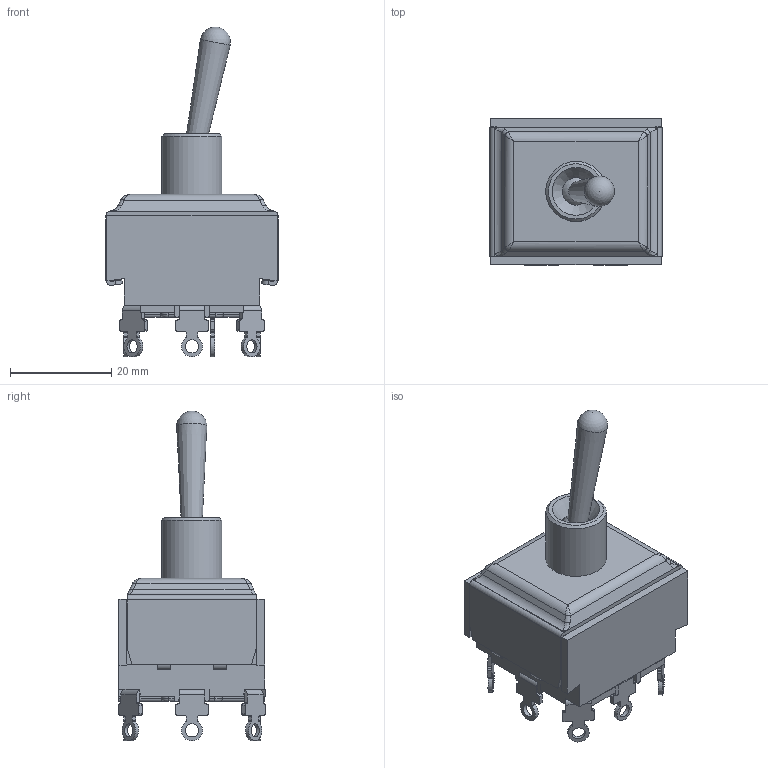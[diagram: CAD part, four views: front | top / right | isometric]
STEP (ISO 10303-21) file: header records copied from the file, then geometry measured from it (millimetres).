
FILE_DESCRIPTION(/* description */ (''),/* implementation_level */ '2;1');
FILE_NAME(/* name */ 'ST32_S_T_x00.stp',/* time_stamp */ '2020-12-21T08:58:33-06:00',/* author */ ('mroman'),/* organization */ (''),/* preprocessor_version */ 'ST-DEVELOPER v18',/* originating_system */ 'Autodesk Inventor 2020',/* authorisation */ '');
FILE_SCHEMA (('AUTOMOTIVE_DESIGN { 1 0 10303 214 3 1 1 }'));
Length unit declared in the file: millimetre
Products named in the file (1): ST32_S_T_x00
Bounding box: 34 x 29.02 x 65.15 mm (x, y, z)
Volume: 21730.7 mm3; surface area: 8452.9 mm2
Topology: 1 solids, 12 shells, 606 faces, 1648 edges, 1082 vertices
Faces by surface type: plane 350, cylinder 189, torus 22, bspline 21, cone 21, sphere 3
Full cylindrical faces by diameter (mm): 2 x9, 2.6 x9, 5.4 x2
Entity records: 19782 total; most frequent: CARTESIAN_POINT 3970, DIRECTION 3385, ORIENTED_EDGE 3286, EDGE_CURVE 1643, AXIS2_PLACEMENT_3D 1170, VERTEX_POINT 1082, LINE 1045, VECTOR 1045
